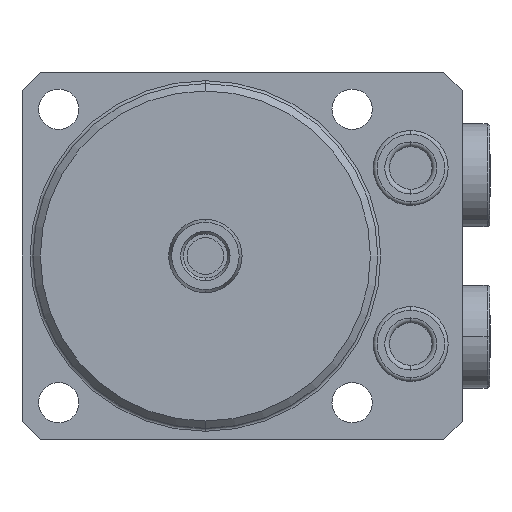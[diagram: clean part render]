
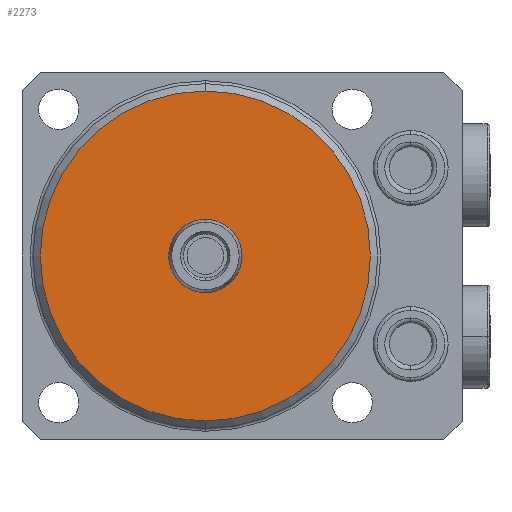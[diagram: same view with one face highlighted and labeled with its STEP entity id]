
A CAD part, front view. The second image highlights one B-rep face of the part: STEP entity #2273.
In plain terms, the highlighted planar face has unit normal (0, -1, 0).
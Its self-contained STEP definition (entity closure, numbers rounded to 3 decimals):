
#984 = DIRECTION ( 'NONE',  ( 0., 0., 1. ) ) ;
#985 = DIRECTION ( 'NONE',  ( 0., 1., 0. ) ) ;
#992 = PLANE ( 'NONE',  #6739 ) ;
#1001 = CARTESIAN_POINT ( 'NONE',  ( 0., -39.5, 0. ) ) ;
#2273 = ADVANCED_FACE ( 'NONE', ( #6083, #6099 ), #992, .F. ) ;
#2883 = EDGE_CURVE ( 'NONE', #3620, #3471, #6568, .T. ) ;
#3294 = ORIENTED_EDGE ( 'NONE', *, *, #7683, .T. ) ;
#3299 = ORIENTED_EDGE ( 'NONE', *, *, #2883, .T. ) ;
#3332 = ORIENTED_EDGE ( 'NONE', *, *, #8990, .T. ) ;
#3335 = ORIENTED_EDGE ( 'NONE', *, *, #8991, .T. ) ;
#3471 = VERTEX_POINT ( 'NONE', #4946 ) ;
#3604 = VERTEX_POINT ( 'NONE', #5079 ) ;
#3620 = VERTEX_POINT ( 'NONE', #5095 ) ;
#3688 = VERTEX_POINT ( 'NONE', #5163 ) ;
#3837 = EDGE_LOOP ( 'NONE', ( #3335, #3299 ) ) ;
#3868 = EDGE_LOOP ( 'NONE', ( #3332, #3294 ) ) ;
#4496 = CARTESIAN_POINT ( 'NONE',  ( 0., -39.5, 0. ) ) ;
#4497 = DIRECTION ( 'NONE',  ( 0., -1., 0. ) ) ;
#4498 = DIRECTION ( 'NONE',  ( 0., 0., 1. ) ) ;
#4946 = CARTESIAN_POINT ( 'NONE',  ( 0., -39.5, 22.5 ) ) ;
#5079 = CARTESIAN_POINT ( 'NONE',  ( 0., -39.5, -5. ) ) ;
#5095 = CARTESIAN_POINT ( 'NONE',  ( 0., -39.5, -22.5 ) ) ;
#5163 = CARTESIAN_POINT ( 'NONE',  ( 0., -39.5, 5. ) ) ;
#6083 = FACE_BOUND ( 'NONE', #3868, .T. ) ;
#6099 = FACE_OUTER_BOUND ( 'NONE', #3837, .T. ) ;
#6568 = CIRCLE ( 'NONE', #6997, 22.5 ) ;
#6739 = AXIS2_PLACEMENT_3D ( 'NONE', #1001, #985, #984 ) ;
#6997 = AXIS2_PLACEMENT_3D ( 'NONE', #4496, #4497, #4498 ) ;
#7093 = AXIS2_PLACEMENT_3D ( 'NONE', #8531, #8532, #8533 ) ;
#7151 = AXIS2_PLACEMENT_3D ( 'NONE', #8757, #8758, #8759 ) ;
#7152 = AXIS2_PLACEMENT_3D ( 'NONE', #8760, #8761, #8762 ) ;
#7683 = EDGE_CURVE ( 'NONE', #3604, #3688, #7974, .T. ) ;
#7974 = CIRCLE ( 'NONE', #7093, 5. ) ;
#8095 = CIRCLE ( 'NONE', #7151, 5. ) ;
#8096 = CIRCLE ( 'NONE', #7152, 22.5 ) ;
#8531 = CARTESIAN_POINT ( 'NONE',  ( 0., -39.5, 0. ) ) ;
#8532 = DIRECTION ( 'NONE',  ( 0., 1., 0. ) ) ;
#8533 = DIRECTION ( 'NONE',  ( 0., 0., 1. ) ) ;
#8757 = CARTESIAN_POINT ( 'NONE',  ( 0., -39.5, 0. ) ) ;
#8758 = DIRECTION ( 'NONE',  ( 0., 1., 0. ) ) ;
#8759 = DIRECTION ( 'NONE',  ( 0., 0., 1. ) ) ;
#8760 = CARTESIAN_POINT ( 'NONE',  ( 0., -39.5, 0. ) ) ;
#8761 = DIRECTION ( 'NONE',  ( 0., -1., 0. ) ) ;
#8762 = DIRECTION ( 'NONE',  ( 0., 0., 1. ) ) ;
#8990 = EDGE_CURVE ( 'NONE', #3688, #3604, #8095, .T. ) ;
#8991 = EDGE_CURVE ( 'NONE', #3471, #3620, #8096, .T. ) ;
